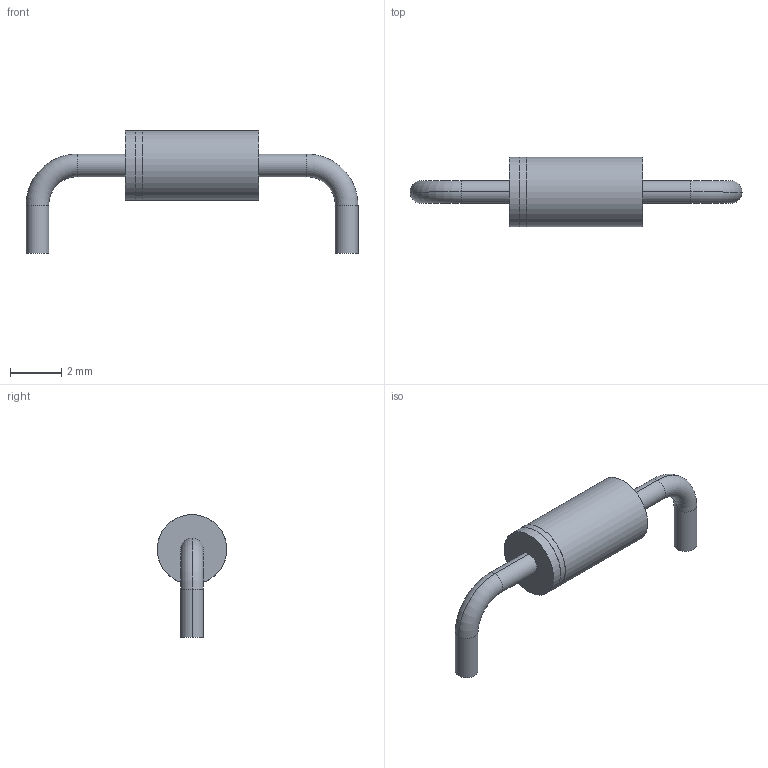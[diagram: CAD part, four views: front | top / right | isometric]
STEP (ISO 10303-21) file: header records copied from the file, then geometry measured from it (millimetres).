
FILE_DESCRIPTION(('STEP AP214'),'1');
FILE_NAME('DO-204AL','2019-03-23T23:25:00',(''),(''),'','','');
FILE_SCHEMA(('AUTOMOTIVE_DESIGN'));
Length unit declared in the file: millimetre
Products named in the file (1): product
Bounding box: 12.98 x 2.72 x 4.8 mm (x, y, z)
Volume: 37.9 mm3; surface area: 97.8 mm2
Topology: 3 solids, 7 shells, 23 faces, 45 edges, 30 vertices
Faces by surface type: cylinder 11, plane 8, torus 4
Full cylindrical faces by diameter (mm): 2.718 x2, 2.723 x1
Entity records: 672 total; most frequent: DIRECTION 130, CARTESIAN_POINT 99, ORIENTED_EDGE 72, AXIS2_PLACEMENT_3D 61, EDGE_CURVE 42, VERTEX_POINT 38, CIRCLE 34, EDGE_LOOP 28
